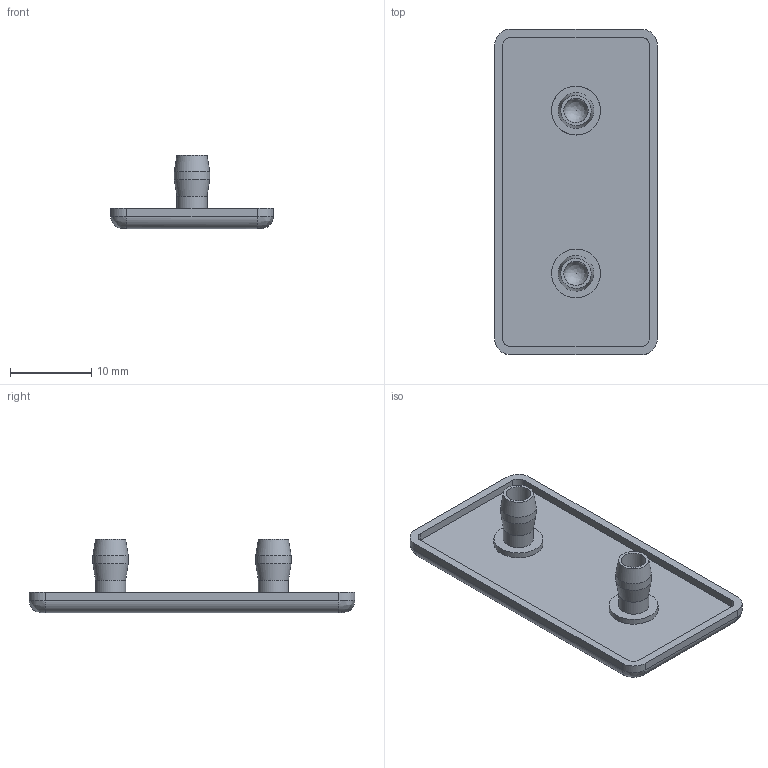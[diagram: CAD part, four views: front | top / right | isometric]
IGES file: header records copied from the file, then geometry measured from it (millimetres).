
Global section: file name: SZ0002S-A; native system: Autodesk Inventor 2015; preprocessor: unknown; author: M. Kaa; date: 20151125.105428; units: millimetre
Bounding box: 20 x 40 x 9 mm (x, y, z)
Volume: 1378.2 mm3; surface area: 2225.4 mm2
Topology: 1 solids, 1 shells, 45 faces, 114 edges, 76 vertices
Faces by surface type: bspline 45
